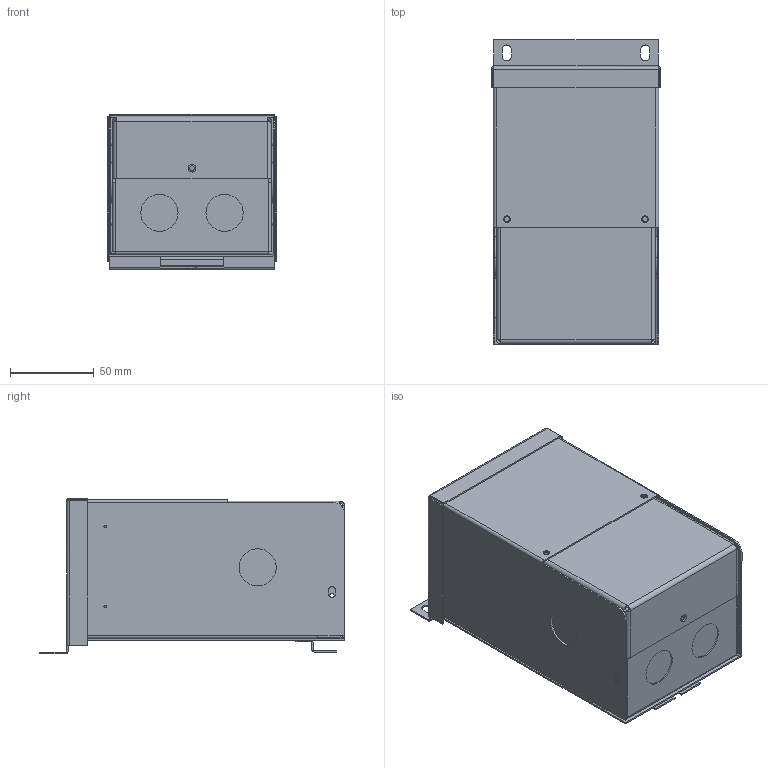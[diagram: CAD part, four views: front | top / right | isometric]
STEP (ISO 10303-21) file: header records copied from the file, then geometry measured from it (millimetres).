
FILE_DESCRIPTION (( 'STEP AP214' ), '1' );
FILE_NAME ('T153005.STEP', '2014-05-08T13:16:22', ( '' ), ( '' ), 'SwSTEP 2.0', 'SolidWorks 2012', '' );
FILE_SCHEMA (( 'AUTOMOTIVE_DESIGN' ));
Length unit declared in the file: inch
Products named in the file (6): A   -701372-; A  2-701216-; A  2-701214-; A  2-701212-; A-2-701213; T153005
Assembly tree (5 placements, depth 2):
  T153005
    A-2-701213
    A  2-701212-
    A  2-701214-
    A  2-701216-
    A   -701372-
Bounding box: 101.6 x 182.13 x 93.22 mm (x, y, z)
Volume: 85347.6 mm3; surface area: 181340.8 mm2
Topology: 5 solids, 5 shells, 294 faces, 656 edges, 392 vertices
Faces by surface type: plane 166, cylinder 116, bspline 12
Entity records: 8938 total; most frequent: CARTESIAN_POINT 2034, DIRECTION 1420, ORIENTED_EDGE 1312, EDGE_CURVE 656, AXIS2_PLACEMENT_3D 498, LINE 424, VECTOR 424, VERTEX_POINT 392
